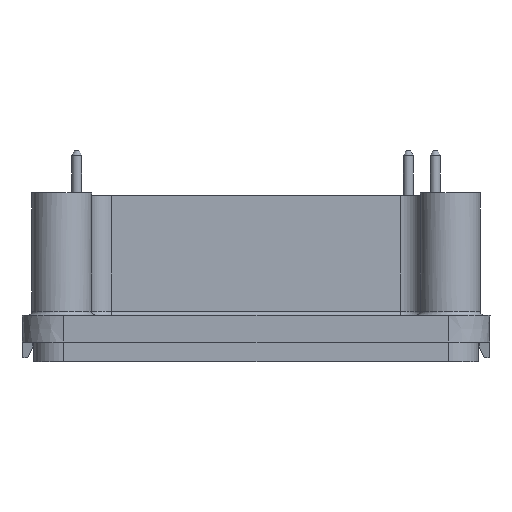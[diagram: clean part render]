
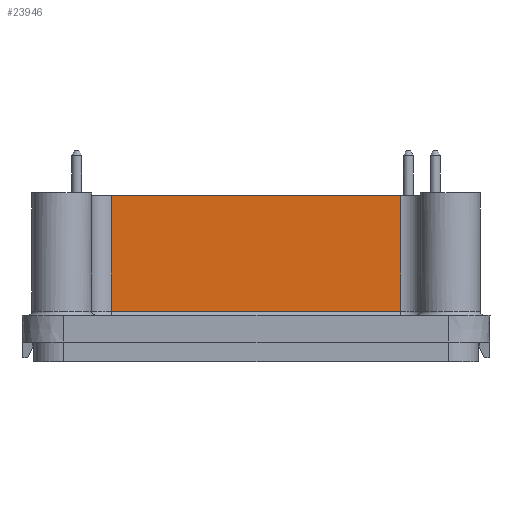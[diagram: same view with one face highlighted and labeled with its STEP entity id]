
A CAD part, left-side view. The second image highlights one B-rep face of the part: STEP entity #23946.
In plain terms, the highlighted planar face has unit normal (-1, 0, 0).
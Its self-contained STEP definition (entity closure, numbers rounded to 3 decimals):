
#918=LINE('',#32288,#2196);
#1383=LINE('',#35603,#2661);
#1384=LINE('',#35605,#2662);
#1385=LINE('',#35607,#2663);
#2196=VECTOR('',#27314,1000.);
#2661=VECTOR('',#28329,1000.);
#2662=VECTOR('',#28332,1000.);
#2663=VECTOR('',#28333,1000.);
#5717=ORIENTED_EDGE('',*,*,#9754,.F.);
#5718=ORIENTED_EDGE('',*,*,#9755,.T.);
#5719=ORIENTED_EDGE('',*,*,#9756,.T.);
#5720=ORIENTED_EDGE('',*,*,#9052,.F.);
#9052=EDGE_CURVE('',#11457,#11460,#918,.T.);
#9754=EDGE_CURVE('',#11907,#11457,#1383,.T.);
#9755=EDGE_CURVE('',#11907,#11908,#1384,.T.);
#9756=EDGE_CURVE('',#11908,#11460,#1385,.T.);
#11457=VERTEX_POINT('',#32281);
#11460=VERTEX_POINT('',#32289);
#11907=VERTEX_POINT('',#35602);
#11908=VERTEX_POINT('',#35606);
#14120=EDGE_LOOP('',(#5717,#5718,#5719,#5720));
#15446=FACE_BOUND('',#14120,.T.);
#16210=PLANE('',#25233);
#23946=ADVANCED_FACE('',(#15446),#16210,.F.);
#25233=AXIS2_PLACEMENT_3D('',#35604,#28330,#28331);
#27314=DIRECTION('',(0.,1.,0.));
#28329=DIRECTION('',(0.,0.,-1.));
#28330=DIRECTION('',(1.,0.,0.));
#28331=DIRECTION('',(0.,-1.,0.));
#28332=DIRECTION('',(0.,1.,0.));
#28333=DIRECTION('',(0.,0.,-1.));
#32281=CARTESIAN_POINT('',(-39.5,-14.525,1.8));
#32288=CARTESIAN_POINT('',(-39.5,-22.5,1.8));
#32289=CARTESIAN_POINT('',(-39.5,14.525,1.8));
#35602=CARTESIAN_POINT('',(-39.5,-14.525,13.4));
#35603=CARTESIAN_POINT('',(-39.5,-14.525,61.53));
#35604=CARTESIAN_POINT('',(-39.5,-22.5,61.53));
#35605=CARTESIAN_POINT('',(-39.5,-22.5,13.4));
#35606=CARTESIAN_POINT('',(-39.5,14.525,13.4));
#35607=CARTESIAN_POINT('',(-39.5,14.525,61.53));
